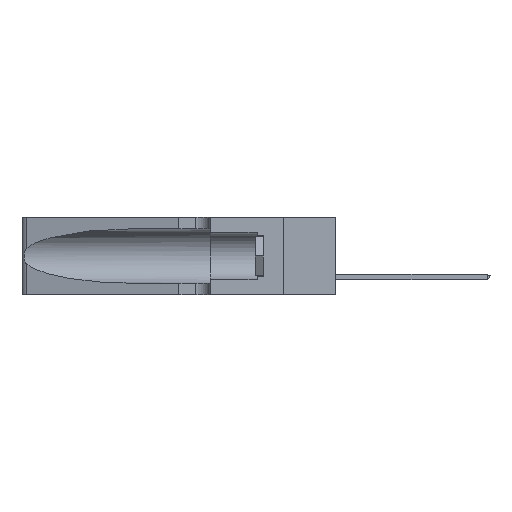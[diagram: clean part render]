
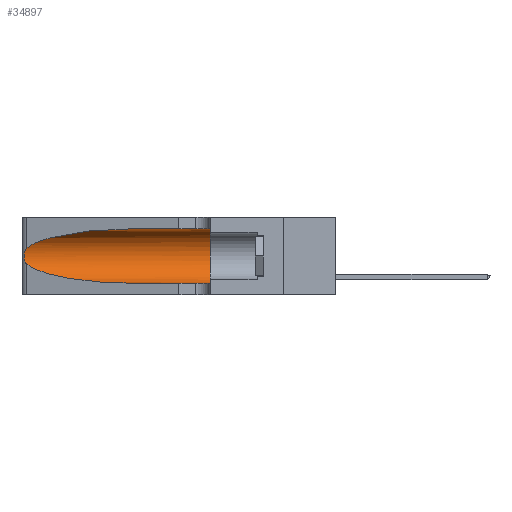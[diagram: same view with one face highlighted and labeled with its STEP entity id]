
A CAD part, left-side view. The second image highlights one B-rep face of the part: STEP entity #34897.
In plain terms, the highlighted cylindrical face has radius 3.308 mm (diameter 6.617 mm), a partial arc.
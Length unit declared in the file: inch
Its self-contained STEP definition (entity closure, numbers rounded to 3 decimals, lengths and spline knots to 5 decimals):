
#301 = EDGE_CURVE ( 'NONE', #29986, #2557, #15794, .T. ) ;
#981 = DIRECTION ( 'NONE',  ( 0., -1., 0. ) ) ;
#1275 = ORIENTED_EDGE ( 'NONE', *, *, #301, .T. ) ;
#1425 = VECTOR ( 'NONE', #6714, 39.37008 ) ;
#2557 = VERTEX_POINT ( 'NONE', #11938 ) ;
#3939 = CARTESIAN_POINT ( 'NONE',  ( 0.25854, 1.2359, 0.20912 ) ) ;
#4209 = CARTESIAN_POINT ( 'NONE',  ( 0.1305, 0.35, 0.31525 ) ) ;
#5086 = CARTESIAN_POINT ( 'NONE',  ( 0.1305, 0.35, 0.185 ) ) ;
#5743 = ORIENTED_EDGE ( 'NONE', *, *, #21505, .T. ) ;
#6522 = CARTESIAN_POINT ( 'NONE',  ( 0.26075, 1.23896, 0.178 ) ) ;
#6706 = EDGE_CURVE ( 'NONE', #27059, #17765, #22997, .T. ) ;
#6714 = DIRECTION ( 'NONE',  ( 0., -1., 0. ) ) ;
#6735 = ORIENTED_EDGE ( 'NONE', *, *, #24864, .F. ) ;
#6791 = CARTESIAN_POINT ( 'NONE',  ( 0.25789, 1.23486, 0.15765 ) ) ;
#6928 = CARTESIAN_POINT ( 'NONE',  ( 0.25555, 1.22993, 0.14849 ) ) ;
#7657 = CYLINDRICAL_SURFACE ( 'NONE', #13948, 0.13025 ) ;
#7846 = B_SPLINE_CURVE_WITH_KNOTS ( 'NONE', 3,
 ( #19349, #32271, #32406, #17763, #3939, #19709, #15295, #6522, #15644, #21315, #6791, #24822, #6928, #12308 ),
 .UNSPECIFIED., .F., .F.,
 ( 4, 2, 2, 2, 2, 2, 4 ),
 ( 0., 0.00027, 0.00053, 0.00107, 0.0016, 0.00187, 0.00214 ),
 .UNSPECIFIED. ) ;
#8666 = EDGE_CURVE ( 'NONE', #11543, #9012, #7846, .T. ) ;
#8805 = DIRECTION ( 'NONE',  ( 0., 1., 0. ) ) ;
#9012 = VERTEX_POINT ( 'NONE', #16388 ) ;
#9104 = CIRCLE ( 'NONE', #17628, 0.13025 ) ;
#9858 = CARTESIAN_POINT ( 'NONE',  ( 0.2373, 1.15595, 0.28018 ) ) ;
#10276 = CARTESIAN_POINT ( 'NONE',  ( 0.18966, 0.96281, 0.31525 ) ) ;
#11543 = VERTEX_POINT ( 'NONE', #26091 ) ;
#11938 = CARTESIAN_POINT ( 'NONE',  ( 0.1305, 0.35, 0.05475 ) ) ;
#12308 = CARTESIAN_POINT ( 'NONE',  ( 0.25487, 1.22718, 0.14631 ) ) ;
#12503 = CARTESIAN_POINT ( 'NONE',  ( 0.18966, 0.96281, 0.05475 ) ) ;
#12647 = DIRECTION ( 'NONE',  ( 0., -1., 0. ) ) ;
#13948 = AXIS2_PLACEMENT_3D ( 'NONE', #33820, #981, #15918 ) ;
#15295 = CARTESIAN_POINT ( 'NONE',  ( 0.26075, 1.23896, 0.19203 ) ) ;
#15644 = CARTESIAN_POINT ( 'NONE',  ( 0.26017, 1.23833, 0.17102 ) ) ;
#15794 = LINE ( 'NONE', #21671, #34566 ) ;
#15918 = DIRECTION ( 'NONE',  ( 0., 0., -1. ) ) ;
#16056 = FACE_OUTER_BOUND ( 'NONE', #25934, .T. ) ;
#16244 = CARTESIAN_POINT ( 'NONE',  ( 0.25487, 1.22718, 0.22369 ) ) ;
#16303 = CARTESIAN_POINT ( 'NONE',  ( 0.1305, 0.72297, 0.31525 ) ) ;
#16388 = CARTESIAN_POINT ( 'NONE',  ( 0.25487, 1.22718, 0.14631 ) ) ;
#16990 = CARTESIAN_POINT ( 'NONE',  ( 0.1305, 0.72297, 0.05475 ) ) ;
#17628 = AXIS2_PLACEMENT_3D ( 'NONE', #5086, #8805, #26159 ) ;
#17763 = CARTESIAN_POINT ( 'NONE',  ( 0.25787, 1.23484, 0.2124 ) ) ;
#17765 = VERTEX_POINT ( 'NONE', #4209 ) ;
#18335 =( BOUNDED_CURVE ( )  B_SPLINE_CURVE ( 3, ( #19575, #25682, #12503, #27265 ),
 .UNSPECIFIED., .F., .F. ) 
 B_SPLINE_CURVE_WITH_KNOTS ( ( 4, 4 ),
 ( 3.44316, 4.71239 ),
 .UNSPECIFIED. ) 
 CURVE ( )  GEOMETRIC_REPRESENTATION_ITEM ( )  RATIONAL_B_SPLINE_CURVE ( ( 1., 0.87, 0.87, 1. ) ) 
 REPRESENTATION_ITEM ( '' )  );
#19349 = CARTESIAN_POINT ( 'NONE',  ( 0.25487, 1.22718, 0.22369 ) ) ;
#19575 = CARTESIAN_POINT ( 'NONE',  ( 0.25487, 1.22718, 0.14631 ) ) ;
#19709 = CARTESIAN_POINT ( 'NONE',  ( 0.26018, 1.23835, 0.19895 ) ) ;
#21198 = ORIENTED_EDGE ( 'NONE', *, *, #35453, .T. ) ;
#21315 = CARTESIAN_POINT ( 'NONE',  ( 0.25856, 1.23593, 0.16098 ) ) ;
#21505 = EDGE_CURVE ( 'NONE', #9012, #29986, #18335, .T. ) ;
#21671 = CARTESIAN_POINT ( 'NONE',  ( 0.1305, 1.61858, 0.05475 ) ) ;
#22997 = LINE ( 'NONE', #33635, #1425 ) ;
#24077 = ORIENTED_EDGE ( 'NONE', *, *, #8666, .T. ) ;
#24107 =( BOUNDED_CURVE ( )  B_SPLINE_CURVE ( 3, ( #33874, #10276, #9858, #16244 ),
 .UNSPECIFIED., .F., .T. ) 
 B_SPLINE_CURVE_WITH_KNOTS ( ( 4, 4 ),
 ( 1.5708, 2.84003 ),
 .UNSPECIFIED. ) 
 CURVE ( )  GEOMETRIC_REPRESENTATION_ITEM ( )  RATIONAL_B_SPLINE_CURVE ( ( 1., 0.87, 0.87, 1. ) ) 
 REPRESENTATION_ITEM ( '' )  );
#24822 = CARTESIAN_POINT ( 'NONE',  ( 0.25639, 1.23186, 0.15144 ) ) ;
#24864 = EDGE_CURVE ( 'NONE', #17765, #2557, #9104, .T. ) ;
#25682 = CARTESIAN_POINT ( 'NONE',  ( 0.2373, 1.15595, 0.08982 ) ) ;
#25934 = EDGE_LOOP ( 'NONE', ( #21198, #24077, #5743, #1275, #6735, #25966 ) ) ;
#25966 = ORIENTED_EDGE ( 'NONE', *, *, #6706, .F. ) ;
#26091 = CARTESIAN_POINT ( 'NONE',  ( 0.25487, 1.22718, 0.22369 ) ) ;
#26159 = DIRECTION ( 'NONE',  ( 0., 0., 1. ) ) ;
#27059 = VERTEX_POINT ( 'NONE', #16303 ) ;
#27265 = CARTESIAN_POINT ( 'NONE',  ( 0.1305, 0.72297, 0.05475 ) ) ;
#29986 = VERTEX_POINT ( 'NONE', #16990 ) ;
#32271 = CARTESIAN_POINT ( 'NONE',  ( 0.25555, 1.22994, 0.2215 ) ) ;
#32406 = CARTESIAN_POINT ( 'NONE',  ( 0.25639, 1.23184, 0.21858 ) ) ;
#33635 = CARTESIAN_POINT ( 'NONE',  ( 0.1305, 1.61858, 0.31525 ) ) ;
#33820 = CARTESIAN_POINT ( 'NONE',  ( 0.1305, 1.61858, 0.185 ) ) ;
#33874 = CARTESIAN_POINT ( 'NONE',  ( 0.1305, 0.72297, 0.31525 ) ) ;
#34566 = VECTOR ( 'NONE', #12647, 39.37008 ) ;
#34897 = ADVANCED_FACE ( 'NONE', ( #16056 ), #7657, .F. ) ;
#35453 = EDGE_CURVE ( 'NONE', #27059, #11543, #24107, .T. ) ;
